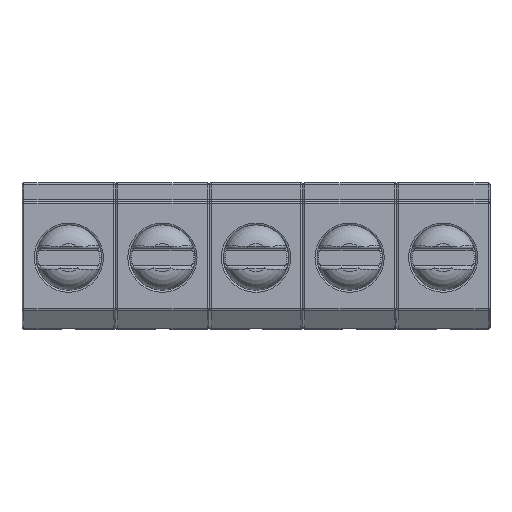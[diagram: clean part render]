
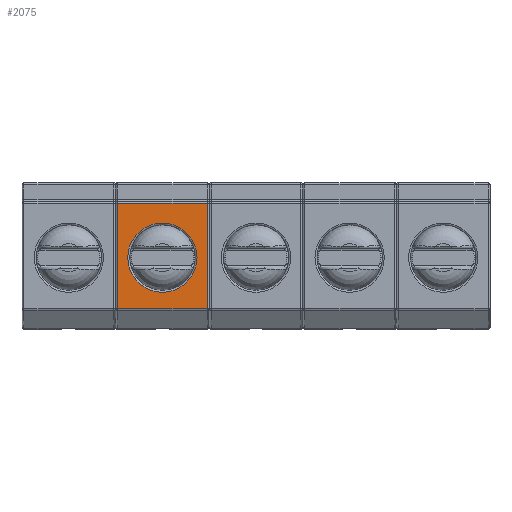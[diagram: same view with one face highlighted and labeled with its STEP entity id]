
A CAD part, top view. The second image highlights one B-rep face of the part: STEP entity #2075.
In plain terms, the highlighted planar face has unit normal (0, 0, 1).
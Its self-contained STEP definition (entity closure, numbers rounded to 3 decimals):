
#286 = CYLINDRICAL_SURFACE('',#287,0.1);
#287 = AXIS2_PLACEMENT_3D('',#288,#289,#290);
#288 = CARTESIAN_POINT('',(2.4,3.,10.2));
#289 = DIRECTION('',(0.,-1.,0.));
#290 = DIRECTION('',(1.,0.,0.));
#805 = VERTEX_POINT('',#806);
#806 = CARTESIAN_POINT('',(2.4,2.9,10.3));
#833 = EDGE_CURVE('',#805,#834,#836,.T.);
#834 = VERTEX_POINT('',#835);
#835 = CARTESIAN_POINT('',(2.4,-2.725,10.3));
#836 = SURFACE_CURVE('',#837,(#841,#848),.PCURVE_S1.);
#837 = LINE('',#838,#839);
#838 = CARTESIAN_POINT('',(2.4,3.,10.3));
#839 = VECTOR('',#840,1.);
#840 = DIRECTION('',(0.,-1.,0.));
#841 = PCURVE('',#286,#842);
#842 = DEFINITIONAL_REPRESENTATION('',(#843),#847);
#843 = LINE('',#844,#845);
#844 = CARTESIAN_POINT('',(1.571,0.));
#845 = VECTOR('',#846,1.);
#846 = DIRECTION('',(0.,1.));
#847 = ( GEOMETRIC_REPRESENTATION_CONTEXT(2) 
PARAMETRIC_REPRESENTATION_CONTEXT() REPRESENTATION_CONTEXT('2D SPACE',''
  ) );
#848 = PCURVE('',#849,#854);
#849 = PLANE('',#850);
#850 = AXIS2_PLACEMENT_3D('',#851,#852,#853);
#851 = CARTESIAN_POINT('',(0.,0.1,10.3));
#852 = DIRECTION('',(0.,0.,1.));
#853 = DIRECTION('',(1.,0.,0.));
#854 = DEFINITIONAL_REPRESENTATION('',(#855),#859);
#855 = LINE('',#856,#857);
#856 = CARTESIAN_POINT('',(2.4,2.9));
#857 = VECTOR('',#858,1.);
#858 = DIRECTION('',(0.,-1.));
#859 = ( GEOMETRIC_REPRESENTATION_CONTEXT(2) 
PARAMETRIC_REPRESENTATION_CONTEXT() REPRESENTATION_CONTEXT('2D SPACE',''
  ) );
#1928 = CYLINDRICAL_SURFACE('',#1929,0.1);
#1929 = AXIS2_PLACEMENT_3D('',#1930,#1931,#1932);
#1930 = CARTESIAN_POINT('',(2.5,-2.725,10.2));
#1931 = DIRECTION('',(-1.,0.,0.));
#1932 = DIRECTION('',(0.,-0.959,0.282));
#2063 = CYLINDRICAL_SURFACE('',#2064,0.1);
#2064 = AXIS2_PLACEMENT_3D('',#2065,#2066,#2067);
#2065 = CARTESIAN_POINT('',(2.5,2.9,10.2));
#2066 = DIRECTION('',(-1.,0.,0.));
#2067 = DIRECTION('',(0.,0.,1.));
#2075 = ADVANCED_FACE('',(#2076,#2151),#849,.T.);
#2076 = FACE_BOUND('',#2077,.T.);
#2077 = EDGE_LOOP('',(#2078,#2079,#2102,#2130));
#2078 = ORIENTED_EDGE('',*,*,#833,.F.);
#2079 = ORIENTED_EDGE('',*,*,#2080,.T.);
#2080 = EDGE_CURVE('',#805,#2081,#2083,.T.);
#2081 = VERTEX_POINT('',#2082);
#2082 = CARTESIAN_POINT('',(-2.4,2.9,10.3));
#2083 = SURFACE_CURVE('',#2084,(#2088,#2095),.PCURVE_S1.);
#2084 = LINE('',#2085,#2086);
#2085 = CARTESIAN_POINT('',(2.5,2.9,10.3));
#2086 = VECTOR('',#2087,1.);
#2087 = DIRECTION('',(-1.,0.,0.));
#2088 = PCURVE('',#849,#2089);
#2089 = DEFINITIONAL_REPRESENTATION('',(#2090),#2094);
#2090 = LINE('',#2091,#2092);
#2091 = CARTESIAN_POINT('',(2.5,2.8));
#2092 = VECTOR('',#2093,1.);
#2093 = DIRECTION('',(-1.,0.));
#2094 = ( GEOMETRIC_REPRESENTATION_CONTEXT(2) 
PARAMETRIC_REPRESENTATION_CONTEXT() REPRESENTATION_CONTEXT('2D SPACE',''
  ) );
#2095 = PCURVE('',#2063,#2096);
#2096 = DEFINITIONAL_REPRESENTATION('',(#2097),#2101);
#2097 = LINE('',#2098,#2099);
#2098 = CARTESIAN_POINT('',(0.,0.));
#2099 = VECTOR('',#2100,1.);
#2100 = DIRECTION('',(0.,1.));
#2101 = ( GEOMETRIC_REPRESENTATION_CONTEXT(2) 
PARAMETRIC_REPRESENTATION_CONTEXT() REPRESENTATION_CONTEXT('2D SPACE',''
  ) );
#2102 = ORIENTED_EDGE('',*,*,#2103,.F.);
#2103 = EDGE_CURVE('',#2104,#2081,#2106,.T.);
#2104 = VERTEX_POINT('',#2105);
#2105 = CARTESIAN_POINT('',(-2.4,-2.725,10.3));
#2106 = SURFACE_CURVE('',#2107,(#2111,#2118),.PCURVE_S1.);
#2107 = LINE('',#2108,#2109);
#2108 = CARTESIAN_POINT('',(-2.4,-2.8,10.3));
#2109 = VECTOR('',#2110,1.);
#2110 = DIRECTION('',(0.,1.,0.));
#2111 = PCURVE('',#849,#2112);
#2112 = DEFINITIONAL_REPRESENTATION('',(#2113),#2117);
#2113 = LINE('',#2114,#2115);
#2114 = CARTESIAN_POINT('',(-2.4,-2.9));
#2115 = VECTOR('',#2116,1.);
#2116 = DIRECTION('',(0.,1.));
#2117 = ( GEOMETRIC_REPRESENTATION_CONTEXT(2) 
PARAMETRIC_REPRESENTATION_CONTEXT() REPRESENTATION_CONTEXT('2D SPACE',''
  ) );
#2118 = PCURVE('',#2119,#2124);
#2119 = CYLINDRICAL_SURFACE('',#2120,0.1);
#2120 = AXIS2_PLACEMENT_3D('',#2121,#2122,#2123);
#2121 = CARTESIAN_POINT('',(-2.4,-2.8,10.2));
#2122 = DIRECTION('',(0.,1.,0.));
#2123 = DIRECTION('',(0.,-0.,1.));
#2124 = DEFINITIONAL_REPRESENTATION('',(#2125),#2129);
#2125 = LINE('',#2126,#2127);
#2126 = CARTESIAN_POINT('',(-0.,0.));
#2127 = VECTOR('',#2128,1.);
#2128 = DIRECTION('',(-0.,1.));
#2129 = ( GEOMETRIC_REPRESENTATION_CONTEXT(2) 
PARAMETRIC_REPRESENTATION_CONTEXT() REPRESENTATION_CONTEXT('2D SPACE',''
  ) );
#2130 = ORIENTED_EDGE('',*,*,#2131,.F.);
#2131 = EDGE_CURVE('',#834,#2104,#2132,.T.);
#2132 = SURFACE_CURVE('',#2133,(#2137,#2144),.PCURVE_S1.);
#2133 = LINE('',#2134,#2135);
#2134 = CARTESIAN_POINT('',(2.5,-2.725,10.3));
#2135 = VECTOR('',#2136,1.);
#2136 = DIRECTION('',(-1.,0.,0.));
#2137 = PCURVE('',#849,#2138);
#2138 = DEFINITIONAL_REPRESENTATION('',(#2139),#2143);
#2139 = LINE('',#2140,#2141);
#2140 = CARTESIAN_POINT('',(2.5,-2.825));
#2141 = VECTOR('',#2142,1.);
#2142 = DIRECTION('',(-1.,0.));
#2143 = ( GEOMETRIC_REPRESENTATION_CONTEXT(2) 
PARAMETRIC_REPRESENTATION_CONTEXT() REPRESENTATION_CONTEXT('2D SPACE',''
  ) );
#2144 = PCURVE('',#1928,#2145);
#2145 = DEFINITIONAL_REPRESENTATION('',(#2146),#2150);
#2146 = LINE('',#2147,#2148);
#2147 = CARTESIAN_POINT('',(1.285,0.));
#2148 = VECTOR('',#2149,1.);
#2149 = DIRECTION('',(0.,1.));
#2150 = ( GEOMETRIC_REPRESENTATION_CONTEXT(2) 
PARAMETRIC_REPRESENTATION_CONTEXT() REPRESENTATION_CONTEXT('2D SPACE',''
  ) );
#2151 = FACE_BOUND('',#2152,.T.);
#2152 = EDGE_LOOP('',(#2153));
#2153 = ORIENTED_EDGE('',*,*,#2154,.F.);
#2154 = EDGE_CURVE('',#2155,#2155,#2157,.T.);
#2155 = VERTEX_POINT('',#2156);
#2156 = CARTESIAN_POINT('',(1.85,0.,10.3));
#2157 = SURFACE_CURVE('',#2158,(#2163,#2170),.PCURVE_S1.);
#2158 = CIRCLE('',#2159,1.85);
#2159 = AXIS2_PLACEMENT_3D('',#2160,#2161,#2162);
#2160 = CARTESIAN_POINT('',(0.,0.,10.3));
#2161 = DIRECTION('',(0.,0.,1.));
#2162 = DIRECTION('',(1.,0.,-0.));
#2163 = PCURVE('',#849,#2164);
#2164 = DEFINITIONAL_REPRESENTATION('',(#2165),#2169);
#2165 = CIRCLE('',#2166,1.85);
#2166 = AXIS2_PLACEMENT_2D('',#2167,#2168);
#2167 = CARTESIAN_POINT('',(0.,-0.1));
#2168 = DIRECTION('',(1.,0.));
#2169 = ( GEOMETRIC_REPRESENTATION_CONTEXT(2) 
PARAMETRIC_REPRESENTATION_CONTEXT() REPRESENTATION_CONTEXT('2D SPACE',''
  ) );
#2170 = PCURVE('',#2171,#2176);
#2171 = TOROIDAL_SURFACE('',#2172,1.85,0.1);
#2172 = AXIS2_PLACEMENT_3D('',#2173,#2174,#2175);
#2173 = CARTESIAN_POINT('',(0.,0.,10.2));
#2174 = DIRECTION('',(0.,0.,1.));
#2175 = DIRECTION('',(1.,0.,-0.));
#2176 = DEFINITIONAL_REPRESENTATION('',(#2177),#2181);
#2177 = LINE('',#2178,#2179);
#2178 = CARTESIAN_POINT('',(0.,1.571));
#2179 = VECTOR('',#2180,1.);
#2180 = DIRECTION('',(1.,0.));
#2181 = ( GEOMETRIC_REPRESENTATION_CONTEXT(2) 
PARAMETRIC_REPRESENTATION_CONTEXT() REPRESENTATION_CONTEXT('2D SPACE',''
  ) );
